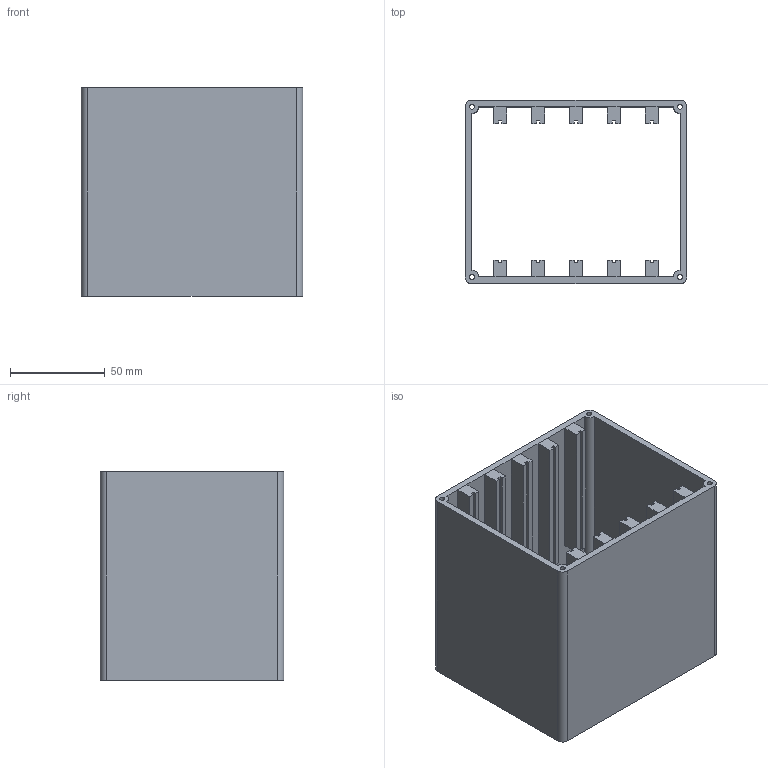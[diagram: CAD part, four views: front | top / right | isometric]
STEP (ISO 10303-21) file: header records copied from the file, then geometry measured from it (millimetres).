
FILE_DESCRIPTION(('FreeCAD Model'),'2;1');
FILE_NAME('Open CASCADE Shape Model','2023-07-10T12:31:38',(''),(''), 'Open CASCADE STEP processor 7.6','FreeCAD','Unknown');
FILE_SCHEMA(('AUTOMOTIVE_DESIGN { 1 0 10303 214 1 1 1 1 }'));
Length unit declared in the file: millimetre
Products named in the file (1): Rail Body
Bounding box: 117 x 97 x 110 mm (x, y, z)
Volume: 204046.1 mm3; surface area: 113359.3 mm2
Topology: 1 solids, 1 shells, 112 faces, 310 edges, 200 vertices
Faces by surface type: plane 100, cylinder 12
Full cylindrical faces by diameter (mm): 2.667 x4
Entity records: 7570 total; most frequent: CARTESIAN_POINT 1243, DIRECTION 1180, LINE 882, VECTOR 882, ORIENTED_EDGE 620, PCURVE 620, DEFINITIONAL_REPRESENTATION 620, EDGE_CURVE 310
